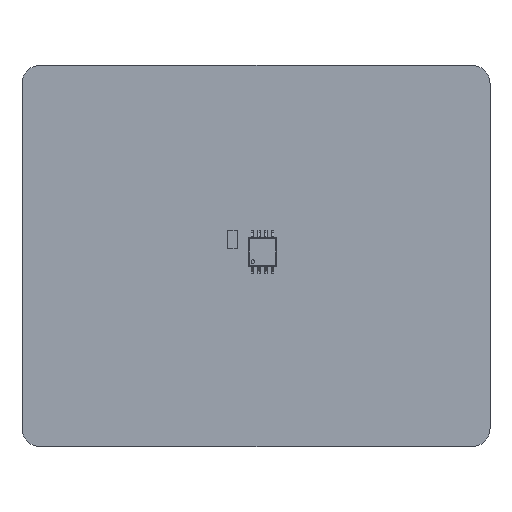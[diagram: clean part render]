
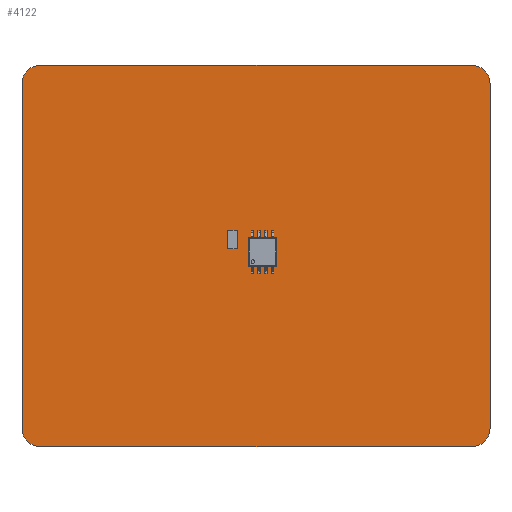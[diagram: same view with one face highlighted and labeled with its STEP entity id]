
A CAD part, top view. The second image highlights one B-rep face of the part: STEP entity #4122.
In plain terms, the highlighted planar face has unit normal (0, 0, 1).
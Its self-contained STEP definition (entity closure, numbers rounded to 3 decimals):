
#3857 = VERTEX_POINT('',#3858);
#3858 = CARTESIAN_POINT('',(3.302,0.,0.)
  );
#3864 = EDGE_CURVE('',#3857,#3865,#3867,.T.);
#3865 = VERTEX_POINT('',#3866);
#3866 = CARTESIAN_POINT('',(82.804,0.,0.)
  );
#3867 = LINE('',#3868,#3869);
#3868 = CARTESIAN_POINT('',(3.302,0.,0.));
#3869 = VECTOR('',#3870,1.);
#3870 = DIRECTION('',(1.,0.,0.));
#3895 = EDGE_CURVE('',#3865,#3896,#3898,.T.);
#3896 = VERTEX_POINT('',#3897);
#3897 = CARTESIAN_POINT('',(86.106,3.302,0.));
#3898 = CIRCLE('',#3899,3.302);
#3899 = AXIS2_PLACEMENT_3D('',#3900,#3901,#3902);
#3900 = CARTESIAN_POINT('',(82.804,3.302,0.));
#3901 = DIRECTION('',(0.,0.,1.));
#3902 = DIRECTION('',(0.,-1.,0.));
#3928 = EDGE_CURVE('',#3896,#3929,#3931,.T.);
#3929 = VERTEX_POINT('',#3930);
#3930 = CARTESIAN_POINT('',(86.106,66.802,0.));
#3931 = LINE('',#3932,#3933);
#3932 = CARTESIAN_POINT('',(86.106,3.302,0.));
#3933 = VECTOR('',#3934,1.);
#3934 = DIRECTION('',(0.,1.,0.));
#3959 = EDGE_CURVE('',#3929,#3960,#3962,.T.);
#3960 = VERTEX_POINT('',#3961);
#3961 = CARTESIAN_POINT('',(82.804,70.104,0.));
#3962 = CIRCLE('',#3963,3.302);
#3963 = AXIS2_PLACEMENT_3D('',#3964,#3965,#3966);
#3964 = CARTESIAN_POINT('',(82.804,66.802,0.));
#3965 = DIRECTION('',(0.,0.,1.));
#3966 = DIRECTION('',(1.,0.,0.));
#3992 = EDGE_CURVE('',#3960,#3993,#3995,.T.);
#3993 = VERTEX_POINT('',#3994);
#3994 = CARTESIAN_POINT('',(3.302,70.104,0.));
#3995 = LINE('',#3996,#3997);
#3996 = CARTESIAN_POINT('',(82.804,70.104,0.));
#3997 = VECTOR('',#3998,1.);
#3998 = DIRECTION('',(-1.,0.,0.));
#4023 = EDGE_CURVE('',#3993,#4024,#4026,.T.);
#4024 = VERTEX_POINT('',#4025);
#4025 = CARTESIAN_POINT('',(0.,66.802,0.)
  );
#4026 = CIRCLE('',#4027,3.302);
#4027 = AXIS2_PLACEMENT_3D('',#4028,#4029,#4030);
#4028 = CARTESIAN_POINT('',(3.302,66.802,0.));
#4029 = DIRECTION('',(0.,0.,1.));
#4030 = DIRECTION('',(0.,1.,0.));
#4056 = EDGE_CURVE('',#4024,#4057,#4059,.T.);
#4057 = VERTEX_POINT('',#4058);
#4058 = CARTESIAN_POINT('',(0.,3.302,0.));
#4059 = LINE('',#4060,#4061);
#4060 = CARTESIAN_POINT('',(0.,66.802,0.));
#4061 = VECTOR('',#4062,1.);
#4062 = DIRECTION('',(0.,-1.,0.));
#4087 = EDGE_CURVE('',#4057,#3857,#4088,.T.);
#4088 = CIRCLE('',#4089,3.302);
#4089 = AXIS2_PLACEMENT_3D('',#4090,#4091,#4092);
#4090 = CARTESIAN_POINT('',(3.302,3.302,0.));
#4091 = DIRECTION('',(0.,0.,1.));
#4092 = DIRECTION('',(-1.,0.,0.));
#4122 = ADVANCED_FACE('',(#4123),#4133,.F.);
#4123 = FACE_BOUND('',#4124,.T.);
#4124 = EDGE_LOOP('',(#4125,#4126,#4127,#4128,#4129,#4130,#4131,#4132));
#4125 = ORIENTED_EDGE('',*,*,#3864,.T.);
#4126 = ORIENTED_EDGE('',*,*,#3895,.T.);
#4127 = ORIENTED_EDGE('',*,*,#3928,.T.);
#4128 = ORIENTED_EDGE('',*,*,#3959,.T.);
#4129 = ORIENTED_EDGE('',*,*,#3992,.T.);
#4130 = ORIENTED_EDGE('',*,*,#4023,.T.);
#4131 = ORIENTED_EDGE('',*,*,#4056,.T.);
#4132 = ORIENTED_EDGE('',*,*,#4087,.T.);
#4133 = PLANE('',#4134);
#4134 = AXIS2_PLACEMENT_3D('',#4135,#4136,#4137);
#4135 = CARTESIAN_POINT('',(3.302,0.,0.));
#4136 = DIRECTION('',(0.,0.,-1.));
#4137 = DIRECTION('',(-1.,0.,0.));
